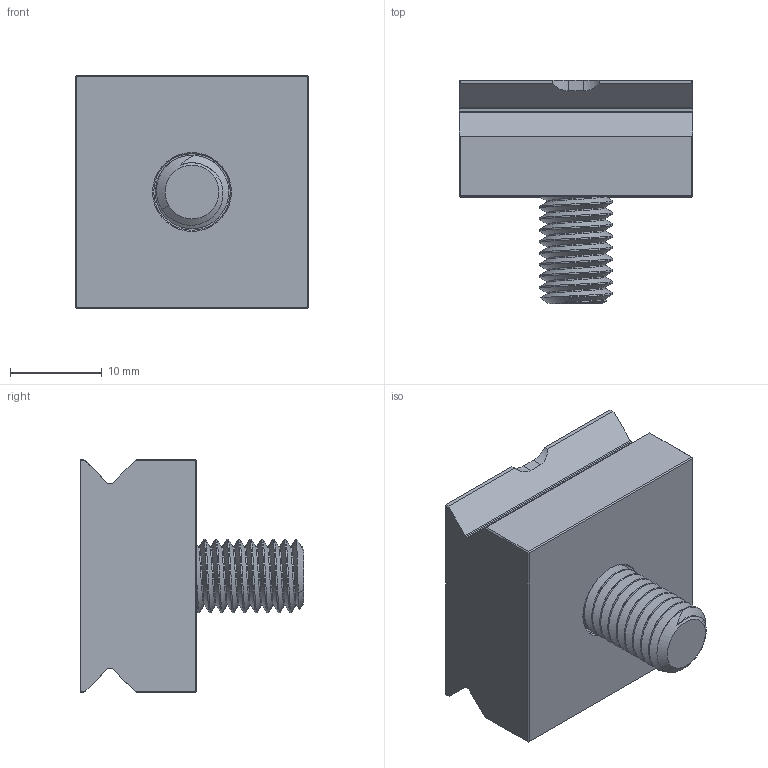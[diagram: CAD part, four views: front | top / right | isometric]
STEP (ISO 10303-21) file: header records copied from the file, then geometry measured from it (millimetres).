
FILE_DESCRIPTION (( 'STEP AP214' ), '1' );
FILE_NAME ('33150_DD_for Step_Part File.STEP', '2022-03-07T18:43:00', ( '' ), ( '' ), 'SwSTEP 2.0', 'SolidWorks 2021', '' );
FILE_SCHEMA (( 'AUTOMOTIVE_DESIGN' ));
Length unit declared in the file: inch
Products named in the file (1): 33150_DD_for Step_Part File
Bounding box: 25.4 x 24.33 x 25.4 mm (x, y, z)
Volume: 7892.3 mm3; surface area: 4252 mm2
Topology: 2 solids, 2 shells, 133 faces, 344 edges, 218 vertices
Faces by surface type: cylinder 67, plane 45, cone 19, bspline 2
Entity records: 7112 total; most frequent: CARTESIAN_POINT 2407, ORIENTED_EDGE 688, DIRECTION 536, EDGE_CURVE 344, VERTEX_POINT 218, AXIS2_PLACEMENT_3D 181, VECTOR 174, LINE 174
